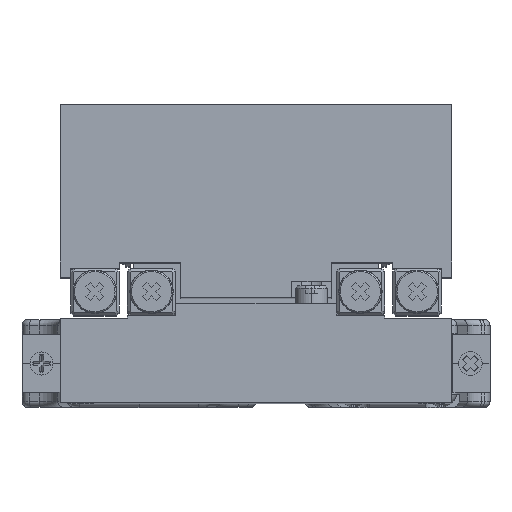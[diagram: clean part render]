
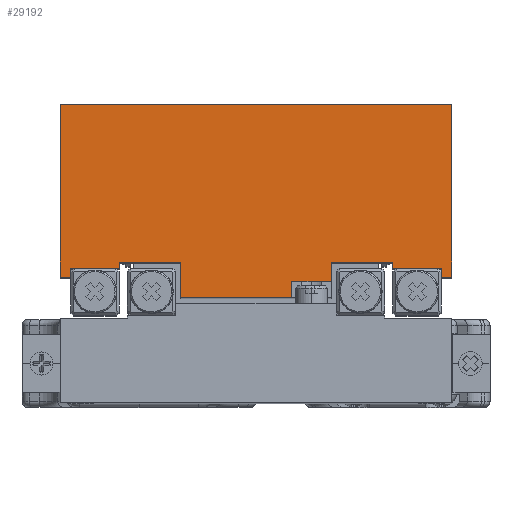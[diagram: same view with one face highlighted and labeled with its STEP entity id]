
A CAD part, top view. The second image highlights one B-rep face of the part: STEP entity #29192.
In plain terms, the highlighted planar face has unit normal (0, 0, 1).
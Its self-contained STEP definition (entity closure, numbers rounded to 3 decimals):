
#176 = EDGE_CURVE ( 'NONE', #1660, #24532, #7505, .T. ) ;
#532 = VECTOR ( 'NONE', #29915, 1000. ) ;
#949 = VERTEX_POINT ( 'NONE', #31610 ) ;
#1005 = LINE ( 'NONE', #32352, #17889 ) ;
#1462 = LINE ( 'NONE', #15103, #40863 ) ;
#1628 = DIRECTION ( 'NONE',  ( 1., 0., 0. ) ) ;
#1660 = VERTEX_POINT ( 'NONE', #3537 ) ;
#1803 = VERTEX_POINT ( 'NONE', #8164 ) ;
#1826 = VERTEX_POINT ( 'NONE', #21240 ) ;
#1930 = ORIENTED_EDGE ( 'NONE', *, *, #22541, .T. ) ;
#1980 = CARTESIAN_POINT ( 'NONE',  ( 23.4, 0., 50. ) ) ;
#2293 = DIRECTION ( 'NONE',  ( 0., -1., 0. ) ) ;
#2949 = DIRECTION ( 'NONE',  ( 0., -1., 0. ) ) ;
#3108 = VECTOR ( 'NONE', #6166, 1000. ) ;
#3251 = EDGE_CURVE ( 'NONE', #12902, #30354, #34692, .T. ) ;
#3425 = EDGE_CURVE ( 'NONE', #7275, #1826, #17485, .T. ) ;
#3537 = CARTESIAN_POINT ( 'NONE',  ( -33.5, -2.5, 50. ) ) ;
#4029 = ORIENTED_EDGE ( 'NONE', *, *, #35891, .T. ) ;
#4800 = EDGE_LOOP ( 'NONE', ( #33484, #25704, #19478, #28311, #4029, #13736, #22928, #13266, #25269, #32932, #1930, #20739, #5227, #34244, #8968, #25858, #27314, #7338 ) ) ;
#5049 = CARTESIAN_POINT ( 'NONE',  ( -33.5, 27., 50. ) ) ;
#5072 = DIRECTION ( 'NONE',  ( 1., 0., 0. ) ) ;
#5227 = ORIENTED_EDGE ( 'NONE', *, *, #28942, .T. ) ;
#5658 = EDGE_CURVE ( 'NONE', #15225, #12902, #11970, .T. ) ;
#6013 = CARTESIAN_POINT ( 'NONE',  ( -33.5, 0., 50. ) ) ;
#6166 = DIRECTION ( 'NONE',  ( 1., 0., 0. ) ) ;
#6406 = CARTESIAN_POINT ( 'NONE',  ( -33.5, 27., 50. ) ) ;
#7275 = VERTEX_POINT ( 'NONE', #6406 ) ;
#7338 = ORIENTED_EDGE ( 'NONE', *, *, #30919, .T. ) ;
#7463 = EDGE_CURVE ( 'NONE', #25539, #949, #43608, .T. ) ;
#7505 = LINE ( 'NONE', #39637, #36347 ) ;
#7891 = VECTOR ( 'NONE', #10576, 1000. ) ;
#8164 = CARTESIAN_POINT ( 'NONE',  ( 33.5, -2.5, 50. ) ) ;
#8214 = CARTESIAN_POINT ( 'NONE',  ( -31.7, -1., 50. ) ) ;
#8882 = CARTESIAN_POINT ( 'NONE',  ( 12.9, -3.25, 50. ) ) ;
#8939 = VERTEX_POINT ( 'NONE', #1980 ) ;
#8949 = CARTESIAN_POINT ( 'NONE',  ( 12.9, 0., 50. ) ) ;
#8968 = ORIENTED_EDGE ( 'NONE', *, *, #3251, .T. ) ;
#9970 = VERTEX_POINT ( 'NONE', #8949 ) ;
#10576 = DIRECTION ( 'NONE',  ( 0., -1., 0. ) ) ;
#11750 = PLANE ( 'NONE',  #18716 ) ;
#11970 = LINE ( 'NONE', #17779, #20819 ) ;
#12132 = LINE ( 'NONE', #39899, #3108 ) ;
#12902 = VERTEX_POINT ( 'NONE', #13094 ) ;
#13094 = CARTESIAN_POINT ( 'NONE',  ( -23.4, -1., 50. ) ) ;
#13266 = ORIENTED_EDGE ( 'NONE', *, *, #14425, .T. ) ;
#13736 = ORIENTED_EDGE ( 'NONE', *, *, #40055, .T. ) ;
#14425 = EDGE_CURVE ( 'NONE', #24275, #1803, #34178, .T. ) ;
#15103 = CARTESIAN_POINT ( 'NONE',  ( 23.4, 0., 50. ) ) ;
#15225 = VERTEX_POINT ( 'NONE', #8214 ) ;
#15887 = VECTOR ( 'NONE', #5072, 1000. ) ;
#16195 = LINE ( 'NONE', #6013, #36549 ) ;
#16238 = DIRECTION ( 'NONE',  ( 0., 1., 0. ) ) ;
#16261 = CARTESIAN_POINT ( 'NONE',  ( -31.7, -2.5, 50. ) ) ;
#16333 = CARTESIAN_POINT ( 'NONE',  ( 6.1, -3.25, 50. ) ) ;
#16750 = VERTEX_POINT ( 'NONE', #19847 ) ;
#16890 = LINE ( 'NONE', #39790, #37320 ) ;
#16906 = LINE ( 'NONE', #36980, #532 ) ;
#16953 = VECTOR ( 'NONE', #33235, 1000. ) ;
#17317 = CARTESIAN_POINT ( 'NONE',  ( -31.7, -1., 50. ) ) ;
#17485 = LINE ( 'NONE', #23666, #22124 ) ;
#17591 = VECTOR ( 'NONE', #25368, 1000. ) ;
#17642 = VECTOR ( 'NONE', #28693, 1000. ) ;
#17679 = CARTESIAN_POINT ( 'NONE',  ( 23.4, -1., 50. ) ) ;
#17779 = CARTESIAN_POINT ( 'NONE',  ( -33.5, -1., 50. ) ) ;
#17889 = VECTOR ( 'NONE', #2293, 1000. ) ;
#18287 = VERTEX_POINT ( 'NONE', #37983 ) ;
#18341 = CARTESIAN_POINT ( 'NONE',  ( 33.5, -2.5, 50. ) ) ;
#18716 = AXIS2_PLACEMENT_3D ( 'NONE', #5049, #32286, #35357 ) ;
#19023 = EDGE_CURVE ( 'NONE', #30354, #25539, #16195, .T. ) ;
#19177 = CARTESIAN_POINT ( 'NONE',  ( 6.1, 60.449, 50. ) ) ;
#19478 = ORIENTED_EDGE ( 'NONE', *, *, #43310, .T. ) ;
#19547 = DIRECTION ( 'NONE',  ( 1., 0., 0. ) ) ;
#19847 = CARTESIAN_POINT ( 'NONE',  ( 6.1, -6., 50. ) ) ;
#19958 = CARTESIAN_POINT ( 'NONE',  ( 31.7, -1., 50. ) ) ;
#20052 = EDGE_CURVE ( 'NONE', #1826, #1803, #43237, .T. ) ;
#20567 = DIRECTION ( 'NONE',  ( 1., 0., 0. ) ) ;
#20579 = VERTEX_POINT ( 'NONE', #17679 ) ;
#20580 = LINE ( 'NONE', #16333, #16953 ) ;
#20739 = ORIENTED_EDGE ( 'NONE', *, *, #176, .T. ) ;
#20819 = VECTOR ( 'NONE', #31152, 1000. ) ;
#21109 = CARTESIAN_POINT ( 'NONE',  ( -12.9, 0., 50. ) ) ;
#21131 = VECTOR ( 'NONE', #16238, 1000. ) ;
#21240 = CARTESIAN_POINT ( 'NONE',  ( 33.5, 27., 50. ) ) ;
#22023 = CARTESIAN_POINT ( 'NONE',  ( 12.9, -6., 50. ) ) ;
#22124 = VECTOR ( 'NONE', #20567, 1000. ) ;
#22299 = LINE ( 'NONE', #22023, #17642 ) ;
#22541 = EDGE_CURVE ( 'NONE', #7275, #1660, #1005, .T. ) ;
#22928 = ORIENTED_EDGE ( 'NONE', *, *, #39019, .T. ) ;
#23666 = CARTESIAN_POINT ( 'NONE',  ( -33.5, 27., 50. ) ) ;
#24275 = VERTEX_POINT ( 'NONE', #40986 ) ;
#24434 = VERTEX_POINT ( 'NONE', #8882 ) ;
#24532 = VERTEX_POINT ( 'NONE', #16261 ) ;
#25130 = LINE ( 'NONE', #31837, #36068 ) ;
#25269 = ORIENTED_EDGE ( 'NONE', *, *, #20052, .F. ) ;
#25368 = DIRECTION ( 'NONE',  ( 0., -1., 0. ) ) ;
#25539 = VERTEX_POINT ( 'NONE', #39463 ) ;
#25704 = ORIENTED_EDGE ( 'NONE', *, *, #25713, .F. ) ;
#25713 = EDGE_CURVE ( 'NONE', #24434, #18287, #20580, .T. ) ;
#25858 = ORIENTED_EDGE ( 'NONE', *, *, #19023, .T. ) ;
#25958 = CARTESIAN_POINT ( 'NONE',  ( -23.4, 0., 50. ) ) ;
#26109 = EDGE_CURVE ( 'NONE', #18287, #16750, #27777, .T. ) ;
#27282 = VECTOR ( 'NONE', #32611, 1000. ) ;
#27314 = ORIENTED_EDGE ( 'NONE', *, *, #7463, .T. ) ;
#27777 = LINE ( 'NONE', #19177, #27282 ) ;
#28311 = ORIENTED_EDGE ( 'NONE', *, *, #35818, .T. ) ;
#28666 = CARTESIAN_POINT ( 'NONE',  ( 33.5, 27., 50. ) ) ;
#28693 = DIRECTION ( 'NONE',  ( 0., 1., 0. ) ) ;
#28717 = DIRECTION ( 'NONE',  ( 0., -1., 0. ) ) ;
#28942 = EDGE_CURVE ( 'NONE', #24532, #15225, #32190, .T. ) ;
#29192 = ADVANCED_FACE ( 'NONE', ( #38533 ), #11750, .F. ) ;
#29915 = DIRECTION ( 'NONE',  ( 1., 0., 0. ) ) ;
#29980 = VERTEX_POINT ( 'NONE', #19958 ) ;
#30354 = VERTEX_POINT ( 'NONE', #42786 ) ;
#30919 = EDGE_CURVE ( 'NONE', #949, #16750, #16906, .T. ) ;
#31129 = VECTOR ( 'NONE', #40430, 1000. ) ;
#31152 = DIRECTION ( 'NONE',  ( 1., 0., 0. ) ) ;
#31610 = CARTESIAN_POINT ( 'NONE',  ( -12.9, -6., 50. ) ) ;
#31837 = CARTESIAN_POINT ( 'NONE',  ( -33.5, 0., 50. ) ) ;
#32190 = LINE ( 'NONE', #17317, #31129 ) ;
#32286 = DIRECTION ( 'NONE',  ( 0., 0., -1. ) ) ;
#32352 = CARTESIAN_POINT ( 'NONE',  ( -33.5, 27., 50. ) ) ;
#32611 = DIRECTION ( 'NONE',  ( 0., -1., 0. ) ) ;
#32932 = ORIENTED_EDGE ( 'NONE', *, *, #3425, .F. ) ;
#33235 = DIRECTION ( 'NONE',  ( -1., 0., 0. ) ) ;
#33484 = ORIENTED_EDGE ( 'NONE', *, *, #26109, .F. ) ;
#34178 = LINE ( 'NONE', #18341, #15887 ) ;
#34244 = ORIENTED_EDGE ( 'NONE', *, *, #5658, .T. ) ;
#34692 = LINE ( 'NONE', #25958, #21131 ) ;
#35357 = DIRECTION ( 'NONE',  ( -1., 0., 0. ) ) ;
#35818 = EDGE_CURVE ( 'NONE', #9970, #8939, #25130, .T. ) ;
#35891 = EDGE_CURVE ( 'NONE', #8939, #20579, #1462, .T. ) ;
#36068 = VECTOR ( 'NONE', #1628, 1000. ) ;
#36347 = VECTOR ( 'NONE', #19547, 1000. ) ;
#36549 = VECTOR ( 'NONE', #39632, 1000. ) ;
#36980 = CARTESIAN_POINT ( 'NONE',  ( -12.9, -6., 50. ) ) ;
#37320 = VECTOR ( 'NONE', #2949, 1000. ) ;
#37983 = CARTESIAN_POINT ( 'NONE',  ( 6.1, -3.25, 50. ) ) ;
#38533 = FACE_OUTER_BOUND ( 'NONE', #4800, .T. ) ;
#39019 = EDGE_CURVE ( 'NONE', #29980, #24275, #16890, .T. ) ;
#39463 = CARTESIAN_POINT ( 'NONE',  ( -12.9, 0., 50. ) ) ;
#39632 = DIRECTION ( 'NONE',  ( 1., 0., 0. ) ) ;
#39637 = CARTESIAN_POINT ( 'NONE',  ( -33.5, -2.5, 50. ) ) ;
#39790 = CARTESIAN_POINT ( 'NONE',  ( 31.7, -1., 50. ) ) ;
#39899 = CARTESIAN_POINT ( 'NONE',  ( 33.5, -1., 50. ) ) ;
#40055 = EDGE_CURVE ( 'NONE', #20579, #29980, #12132, .T. ) ;
#40430 = DIRECTION ( 'NONE',  ( 0., 1., 0. ) ) ;
#40863 = VECTOR ( 'NONE', #28717, 1000. ) ;
#40986 = CARTESIAN_POINT ( 'NONE',  ( 31.7, -2.5, 50. ) ) ;
#42786 = CARTESIAN_POINT ( 'NONE',  ( -23.4, 0., 50. ) ) ;
#43237 = LINE ( 'NONE', #28666, #17591 ) ;
#43310 = EDGE_CURVE ( 'NONE', #24434, #9970, #22299, .T. ) ;
#43608 = LINE ( 'NONE', #21109, #7891 ) ;
